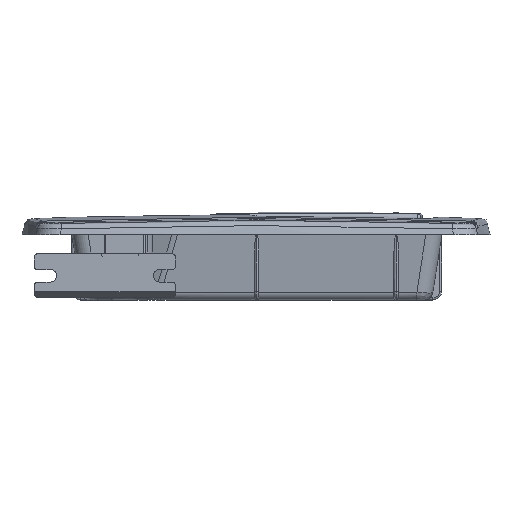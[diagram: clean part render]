
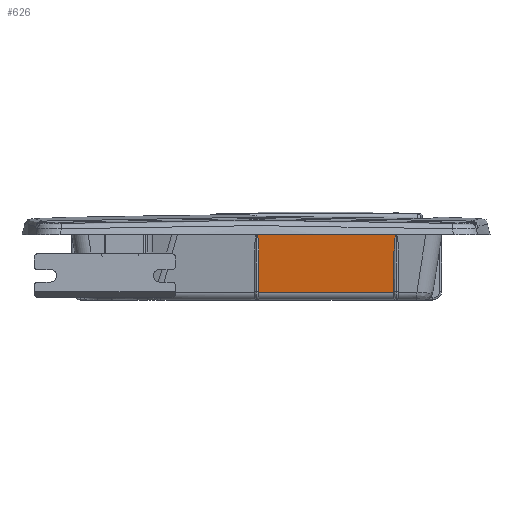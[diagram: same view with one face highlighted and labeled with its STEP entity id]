
A CAD part, front view. The second image highlights one B-rep face of the part: STEP entity #626.
In plain terms, the highlighted planar face has unit normal (0, -0.991, -0.134).
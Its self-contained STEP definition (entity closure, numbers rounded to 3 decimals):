
#626 = ADVANCED_FACE ( 'NONE', ( #60342 ), #33831, .F. ) ;
#1714 = CARTESIAN_POINT ( 'NONE',  ( 183.5, -59.623, 16.875 ) ) ;
#1956 = CARTESIAN_POINT ( 'NONE',  ( 185., -61.123, 28. ) ) ;
#2581 = DIRECTION ( 'NONE',  ( 0., 0.991, 0.134 ) ) ;
#4826 = CARTESIAN_POINT ( 'NONE',  ( 91.5, -59.623, 16.875 ) ) ;
#7331 = VERTEX_POINT ( 'NONE', #42161 ) ;
#11052 = VECTOR ( 'NONE', #63918, 1000. ) ;
#12770 = EDGE_CURVE ( 'NONE', #53179, #50584, #27719, .T. ) ;
#15240 = ORIENTED_EDGE ( 'NONE', *, *, #21048, .T. ) ;
#15615 = CARTESIAN_POINT ( 'NONE',  ( 335.979, -55.824, -11.302 ) ) ;
#16325 = ORIENTED_EDGE ( 'NONE', *, *, #18093, .T. ) ;
#16732 = ORIENTED_EDGE ( 'NONE', *, *, #68511, .T. ) ;
#18093 = EDGE_CURVE ( 'NONE', #7331, #50584, #55556, .T. ) ;
#19243 =( BOUNDED_CURVE ( )  B_SPLINE_CURVE ( 3, ( #1714, #55024, #50324, #1956 ),
 .UNSPECIFIED., .F., .F. ) 
 B_SPLINE_CURVE_WITH_KNOTS ( ( 4, 4 ),
 ( 1.571, 3.142 ),
 .UNSPECIFIED. ) 
 CURVE ( )  GEOMETRIC_REPRESENTATION_ITEM ( )  RATIONAL_B_SPLINE_CURVE ( ( 1., 0.805, 0.805, 1. ) ) 
 REPRESENTATION_ITEM ( '' )  );
#21048 = EDGE_CURVE ( 'NONE', #26325, #7331, #40223, .T. ) ;
#21238 = CARTESIAN_POINT ( 'NONE',  ( 90., -61.123, 28. ) ) ;
#22186 = CARTESIAN_POINT ( 'NONE',  ( 90., -61.123, 28. ) ) ;
#23412 = ORIENTED_EDGE ( 'NONE', *, *, #12770, .F. ) ;
#25700 = CARTESIAN_POINT ( 'NONE',  ( 335.979, -61.123, 28. ) ) ;
#26325 = VERTEX_POINT ( 'NONE', #4826 ) ;
#27719 = LINE ( 'NONE', #44907, #54605 ) ;
#28650 = EDGE_CURVE ( 'NONE', #53179, #65397, #19243, .T. ) ;
#30172 = DIRECTION ( 'NONE',  ( -1., 0., 0. ) ) ;
#33831 = PLANE ( 'NONE',  #59948 ) ;
#40223 = LINE ( 'NONE', #50707, #62869 ) ;
#42161 = CARTESIAN_POINT ( 'NONE',  ( 91.5, -55.824, -11.302 ) ) ;
#43290 = CARTESIAN_POINT ( 'NONE',  ( 90.879, -61.123, 28. ) ) ;
#44368 = DIRECTION ( 'NONE',  ( 0., 0.134, -0.991 ) ) ;
#44628 = CARTESIAN_POINT ( 'NONE',  ( 335.979, -55.473, -13.901 ) ) ;
#44862 = DIRECTION ( 'NONE',  ( 0., -0.134, 0.991 ) ) ;
#44907 = CARTESIAN_POINT ( 'NONE',  ( 183.5, -55.123, -16.5 ) ) ;
#45152 = LINE ( 'NONE', #25700, #69451 ) ;
#50151 =( BOUNDED_CURVE ( )  B_SPLINE_CURVE ( 3, ( #21238, #43290, #59026, #58538 ),
 .UNSPECIFIED., .F., .F. ) 
 B_SPLINE_CURVE_WITH_KNOTS ( ( 4, 4 ),
 ( 0., 1.571 ),
 .UNSPECIFIED. ) 
 CURVE ( )  GEOMETRIC_REPRESENTATION_ITEM ( )  RATIONAL_B_SPLINE_CURVE ( ( 1., 0.805, 0.805, 1. ) ) 
 REPRESENTATION_ITEM ( '' )  );
#50324 = CARTESIAN_POINT ( 'NONE',  ( 184.121, -61.123, 28. ) ) ;
#50584 = VERTEX_POINT ( 'NONE', #62041 ) ;
#50707 = CARTESIAN_POINT ( 'NONE',  ( 91.5, -55.123, -16.5 ) ) ;
#53179 = VERTEX_POINT ( 'NONE', #69258 ) ;
#54046 = CARTESIAN_POINT ( 'NONE',  ( 185., -61.123, 28. ) ) ;
#54605 = VECTOR ( 'NONE', #55682, 1000. ) ;
#55024 = CARTESIAN_POINT ( 'NONE',  ( 183.5, -60.501, 23.392 ) ) ;
#55556 = LINE ( 'NONE', #15615, #11052 ) ;
#55682 = DIRECTION ( 'NONE',  ( 0., 0.134, -0.991 ) ) ;
#56194 = EDGE_CURVE ( 'NONE', #64770, #26325, #50151, .T. ) ;
#58538 = CARTESIAN_POINT ( 'NONE',  ( 91.5, -59.623, 16.875 ) ) ;
#59026 = CARTESIAN_POINT ( 'NONE',  ( 91.5, -60.501, 23.392 ) ) ;
#59948 = AXIS2_PLACEMENT_3D ( 'NONE', #44628, #2581, #44862 ) ;
#60342 = FACE_OUTER_BOUND ( 'NONE', #68379, .T. ) ;
#61194 = ORIENTED_EDGE ( 'NONE', *, *, #56194, .T. ) ;
#62041 = CARTESIAN_POINT ( 'NONE',  ( 183.5, -55.824, -11.302 ) ) ;
#62869 = VECTOR ( 'NONE', #44368, 1000. ) ;
#63918 = DIRECTION ( 'NONE',  ( 1., 0., 0. ) ) ;
#64770 = VERTEX_POINT ( 'NONE', #22186 ) ;
#65397 = VERTEX_POINT ( 'NONE', #54046 ) ;
#66412 = ORIENTED_EDGE ( 'NONE', *, *, #28650, .T. ) ;
#68379 = EDGE_LOOP ( 'NONE', ( #16732, #61194, #15240, #16325, #23412, #66412 ) ) ;
#68511 = EDGE_CURVE ( 'NONE', #65397, #64770, #45152, .T. ) ;
#69258 = CARTESIAN_POINT ( 'NONE',  ( 183.5, -59.623, 16.875 ) ) ;
#69451 = VECTOR ( 'NONE', #30172, 1000. ) ;
